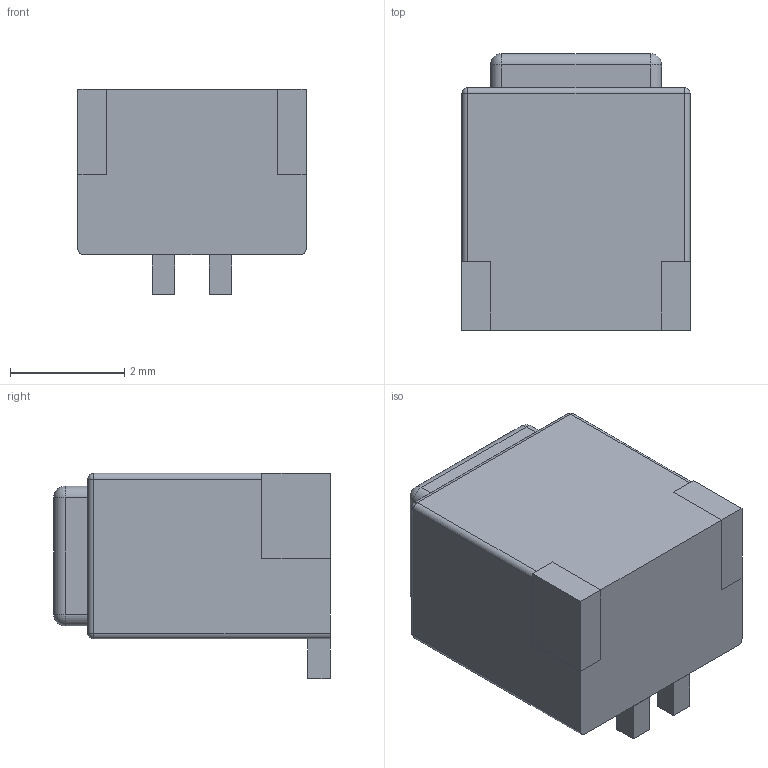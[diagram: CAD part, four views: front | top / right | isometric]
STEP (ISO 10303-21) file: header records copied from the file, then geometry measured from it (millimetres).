
FILE_DESCRIPTION (( 'STEP AP214' ), '1' );
FILE_NAME ('z³¹cze BM02B-SRSS-TB.STEP', '2022-07-13T08:02:43', ( '' ), ( '' ), 'SwSTEP 2.0', 'SolidWorks 2020', '' );
FILE_SCHEMA (( 'AUTOMOTIVE_DESIGN' ));
Length unit declared in the file: millimetre
Products named in the file (1): z³¹cze BM02B-SRSS-TB
Bounding box: 4 x 4.85 x 3.6 mm (x, y, z)
Volume: 53.8 mm3; surface area: 101.5 mm2
Topology: 5 solids, 5 shells, 65 faces, 146 edges, 84 vertices
Faces by surface type: plane 41, cylinder 16, sphere 8
Entity records: 2431 total; most frequent: DIRECTION 302, CARTESIAN_POINT 288, ORIENTED_EDGE 276, EDGE_CURVE 138, VECTOR 106, LINE 106, AXIS2_PLACEMENT_3D 98, VERTEX_POINT 84
